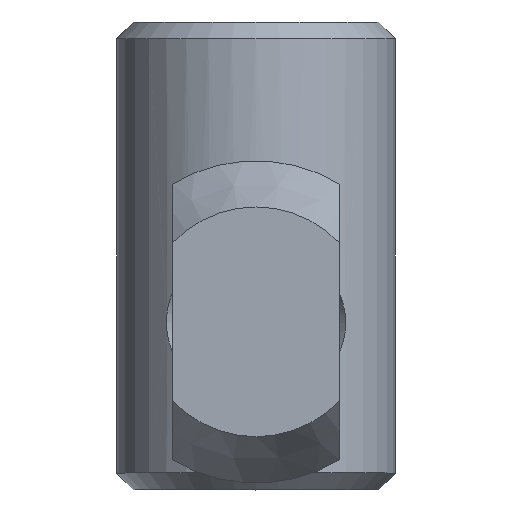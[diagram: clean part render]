
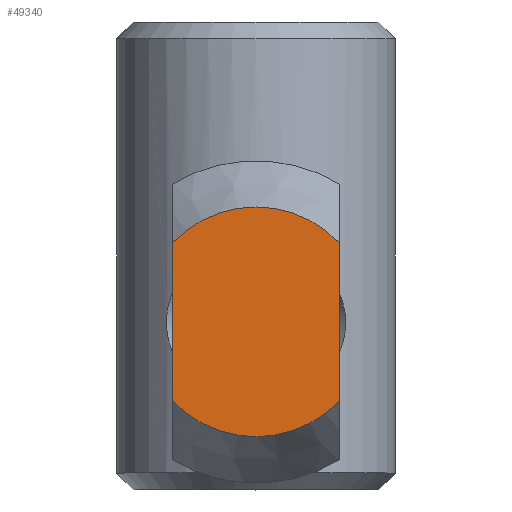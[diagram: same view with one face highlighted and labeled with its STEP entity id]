
A CAD part, top view. The second image highlights one B-rep face of the part: STEP entity #49340.
In plain terms, the highlighted face is planar.
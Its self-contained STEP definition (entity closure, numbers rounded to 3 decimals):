
#21 = CARTESIAN_POINT ( 'NONE',  ( -14.1, 4.724, 5. ) ) ;
#2543 = CIRCLE ( 'NONE', #12023, 6.879 ) ;
#2619 = DIRECTION ( 'NONE',  ( 1., 0., 0. ) ) ;
#5609 = LINE ( 'NONE', #36867, #28562 ) ;
#6275 = VERTEX_POINT ( 'NONE', #45383 ) ;
#7549 = EDGE_CURVE ( 'NONE', #6275, #54723, #2543, .T. ) ;
#9940 = ORIENTED_EDGE ( 'NONE', *, *, #7549, .T. ) ;
#11264 = VERTEX_POINT ( 'NONE', #43053 ) ;
#12023 = AXIS2_PLACEMENT_3D ( 'NONE', #55804, #15029, #44378 ) ;
#15029 = DIRECTION ( 'NONE',  ( -1., 0., 0. ) ) ;
#17000 = DIRECTION ( 'NONE',  ( 0., 0., 1. ) ) ;
#23390 = ORIENTED_EDGE ( 'NONE', *, *, #50268, .T. ) ;
#24684 = CARTESIAN_POINT ( 'NONE',  ( -14.1, -4.724, 5. ) ) ;
#28010 = ORIENTED_EDGE ( 'NONE', *, *, #45735, .F. ) ;
#28562 = VECTOR ( 'NONE', #42232, 1000. ) ;
#34236 = DIRECTION ( 'NONE',  ( 0., 1., 0. ) ) ;
#35174 = CARTESIAN_POINT ( 'NONE',  ( -14.1, 0., 0. ) ) ;
#36867 = CARTESIAN_POINT ( 'NONE',  ( -14.1, 4.724, -5. ) ) ;
#37845 = DIRECTION ( 'NONE',  ( 0., 0.687, -0.727 ) ) ;
#39348 = PLANE ( 'NONE',  #51884 ) ;
#39641 = FACE_OUTER_BOUND ( 'NONE', #50415, .T. ) ;
#41423 = VECTOR ( 'NONE', #34236, 1000. ) ;
#42232 = DIRECTION ( 'NONE',  ( 0., -1., 0. ) ) ;
#43053 = CARTESIAN_POINT ( 'NONE',  ( -14.1, 4.724, -5. ) ) ;
#43400 = CARTESIAN_POINT ( 'NONE',  ( -14.1, 0., 0. ) ) ;
#43578 = EDGE_CURVE ( 'NONE', #11264, #6275, #5609, .T. ) ;
#43765 = AXIS2_PLACEMENT_3D ( 'NONE', #43400, #2619, #37845 ) ;
#44378 = DIRECTION ( 'NONE',  ( 0., -0.687, -0.727 ) ) ;
#45006 = VERTEX_POINT ( 'NONE', #21 ) ;
#45383 = CARTESIAN_POINT ( 'NONE',  ( -14.1, -4.724, -5. ) ) ;
#45572 = ORIENTED_EDGE ( 'NONE', *, *, #43578, .T. ) ;
#45735 = EDGE_CURVE ( 'NONE', #11264, #45006, #49423, .T. ) ;
#47970 = DIRECTION ( 'NONE',  ( -1., 0., 0. ) ) ;
#48191 = CARTESIAN_POINT ( 'NONE',  ( -14.1, -4.724, 5. ) ) ;
#49340 = ADVANCED_FACE ( 'NONE', ( #39641 ), #39348, .T. ) ;
#49423 = CIRCLE ( 'NONE', #43765, 6.879 ) ;
#50268 = EDGE_CURVE ( 'NONE', #54723, #45006, #57414, .T. ) ;
#50415 = EDGE_LOOP ( 'NONE', ( #45572, #9940, #23390, #28010 ) ) ;
#51884 = AXIS2_PLACEMENT_3D ( 'NONE', #35174, #47970, #17000 ) ;
#54723 = VERTEX_POINT ( 'NONE', #24684 ) ;
#55804 = CARTESIAN_POINT ( 'NONE',  ( -14.1, 0., 0. ) ) ;
#57414 = LINE ( 'NONE', #48191, #41423 ) ;
